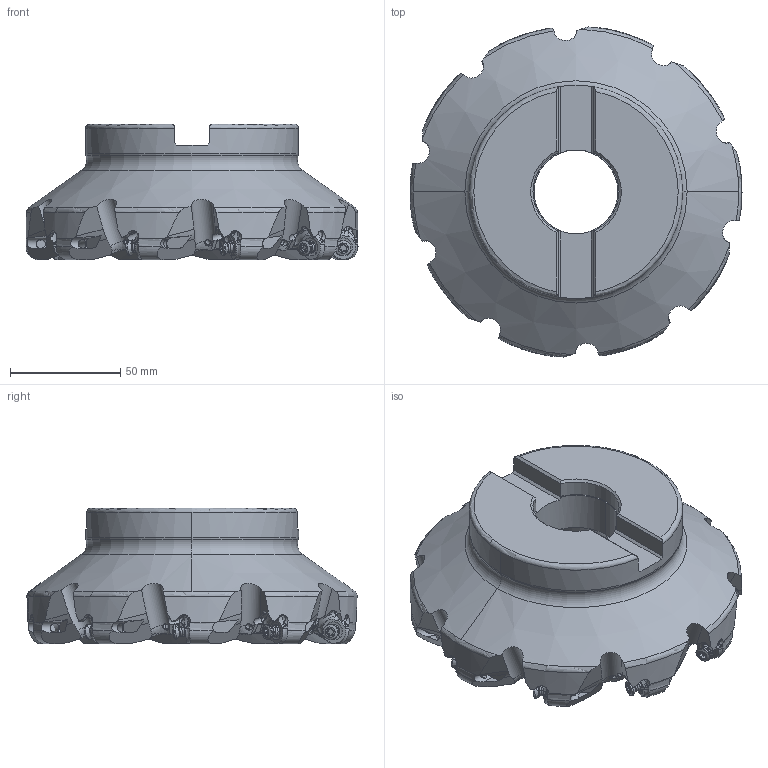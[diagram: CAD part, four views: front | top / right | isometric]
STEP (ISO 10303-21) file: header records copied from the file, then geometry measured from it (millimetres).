
FILE_DESCRIPTION(/* description */ (''),/* implementation_level */ '2;1');
FILE_NAME(/* name */ 'WWX400UR6_0010EA.stp',/* time_stamp */ '2020-04-21T17:34:01+09:00',/* author */ (''),/* organization */ (''),/* preprocessor_version */ 'ST-DEVELOPER v16',/* originating_system */ 'SIEMENS PLM Software NX 10.0',/* authorisation */ '');
FILE_SCHEMA (('AUTOMOTIVE_DESIGN { 1 0 10303 214 3 1 1 1 }'));
Products named in the file (1): WWX400UR6_0010EA_ASM
Bounding box: 150.8 x 149.93 x 61.71 mm (x, y, z)
Volume: 569449.3 mm3; surface area: 69047.9 mm2
Topology: 11 solids, 11 shells, 1278 faces, 3726 edges, 2411 vertices
Faces by surface type: cylinder 482, plane 300, bspline 160, sphere 140, torus 84, cone 72, extrusion 40
Entity records: 99120 total; most frequent: CARTESIAN_POINT 67709, ORIENTED_EDGE 7292, DIRECTION 5602, EDGE_CURVE 3646, VERTEX_POINT 2398, AXIS2_PLACEMENT_3D 2374, B_SPLINE_CURVE_WITH_KNOTS 1624, EDGE_LOOP 1328
